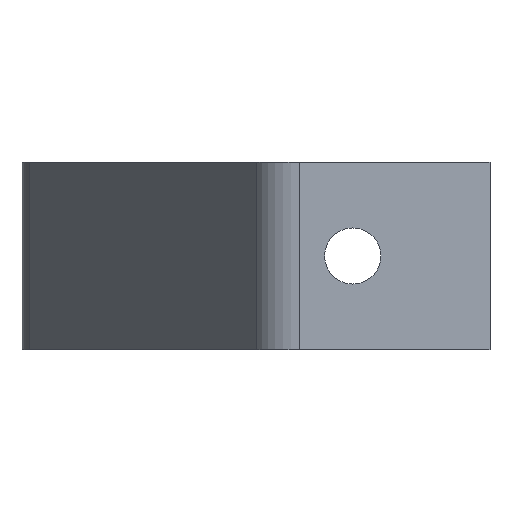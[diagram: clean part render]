
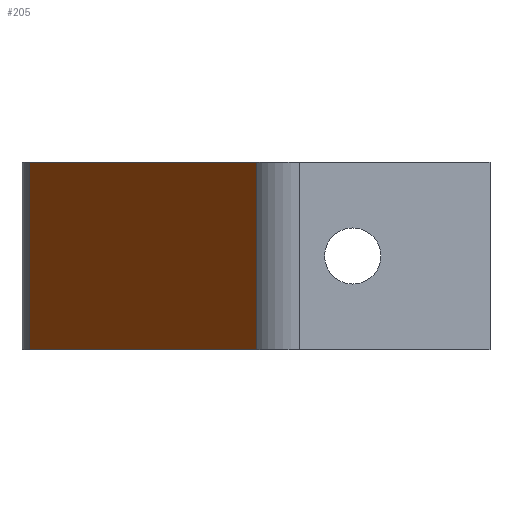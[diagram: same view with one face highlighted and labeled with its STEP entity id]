
A CAD part, front view. The second image highlights one B-rep face of the part: STEP entity #205.
In plain terms, the highlighted planar face has unit normal (-0.852, -0.524, 0).
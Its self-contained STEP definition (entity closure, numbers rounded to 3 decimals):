
#2 = ORIENTED_EDGE ( 'NONE', *, *, #206, .F. ) ;
#58 = ORIENTED_EDGE ( 'NONE', *, *, #198, .T. ) ;
#130 = VERTEX_POINT ( 'NONE', #783 ) ;
#186 = EDGE_CURVE ( 'NONE', #237, #130, #761, .T. ) ;
#198 = EDGE_CURVE ( 'NONE', #272, #130, #633, .T. ) ;
#201 = ORIENTED_EDGE ( 'NONE', *, *, #186, .F. ) ;
#202 = EDGE_LOOP ( 'NONE', ( #201, #2, #223, #58 ) ) ;
#205 = ADVANCED_FACE ( 'NONE', ( #618 ), #630, .T. ) ;
#206 = EDGE_CURVE ( 'NONE', #273, #237, #613, .T. ) ;
#223 = ORIENTED_EDGE ( 'NONE', *, *, #239, .T. ) ;
#237 = VERTEX_POINT ( 'NONE', #598 ) ;
#239 = EDGE_CURVE ( 'NONE', #273, #272, #592, .T. ) ;
#272 = VERTEX_POINT ( 'NONE', #919 ) ;
#273 = VERTEX_POINT ( 'NONE', #916 ) ;
#589 = DIRECTION ( 'NONE',  ( -0.524, 0.852, 0. ) ) ;
#590 = VECTOR ( 'NONE', #589, 1000. ) ;
#591 = CARTESIAN_POINT ( 'NONE',  ( -35., 0., 15. ) ) ;
#592 = LINE ( 'NONE', #591, #590 ) ;
#598 = CARTESIAN_POINT ( 'NONE',  ( -37.343, 3.807, -15. ) ) ;
#611 = DIRECTION ( 'NONE',  ( 0., 0., -1. ) ) ;
#612 = VECTOR ( 'NONE', #611, 1000. ) ;
#613 = LINE ( 'NONE', #617, #612 ) ;
#614 = DIRECTION ( 'NONE',  ( 0.524, -0.852, 0. ) ) ;
#615 = DIRECTION ( 'NONE',  ( -0.852, -0.524, 0. ) ) ;
#617 = CARTESIAN_POINT ( 'NONE',  ( -37.343, 3.807, 15. ) ) ;
#618 = FACE_OUTER_BOUND ( 'NONE', #202, .T. ) ;
#621 = CARTESIAN_POINT ( 'NONE',  ( -35., 0., 15. ) ) ;
#623 = DIRECTION ( 'NONE',  ( 0., 0., -1. ) ) ;
#624 = VECTOR ( 'NONE', #623, 1000. ) ;
#625 = CARTESIAN_POINT ( 'NONE',  ( -73.813, 63.072, 15. ) ) ;
#630 = PLANE ( 'NONE',  #634 ) ;
#633 = LINE ( 'NONE', #625, #624 ) ;
#634 = AXIS2_PLACEMENT_3D ( 'NONE', #621, #615, #614 ) ;
#758 = DIRECTION ( 'NONE',  ( -0.524, 0.852, 0. ) ) ;
#759 = VECTOR ( 'NONE', #758, 1000. ) ;
#760 = CARTESIAN_POINT ( 'NONE',  ( -35., 0., -15. ) ) ;
#761 = LINE ( 'NONE', #760, #759 ) ;
#783 = CARTESIAN_POINT ( 'NONE',  ( -73.813, 63.072, -15. ) ) ;
#916 = CARTESIAN_POINT ( 'NONE',  ( -37.343, 3.807, 15. ) ) ;
#919 = CARTESIAN_POINT ( 'NONE',  ( -73.813, 63.072, 15. ) ) ;
